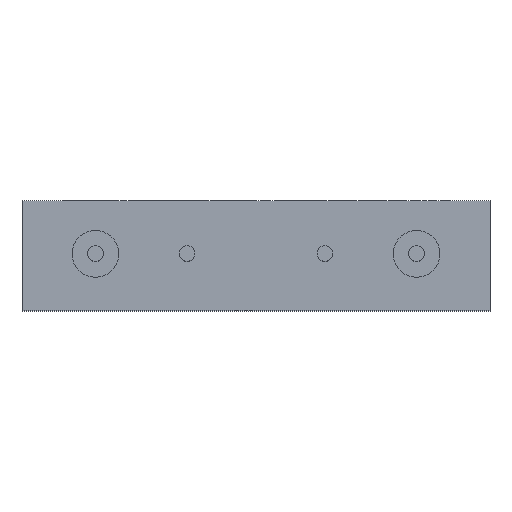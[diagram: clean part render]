
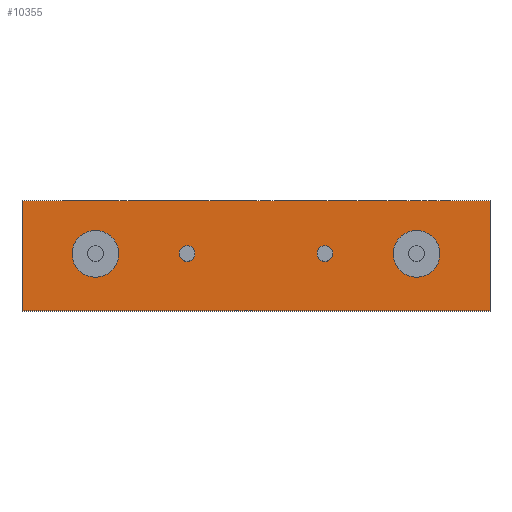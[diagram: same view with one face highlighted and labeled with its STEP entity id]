
A CAD part, top view. The second image highlights one B-rep face of the part: STEP entity #10355.
In plain terms, the highlighted planar face has unit normal (0, 0, 1).
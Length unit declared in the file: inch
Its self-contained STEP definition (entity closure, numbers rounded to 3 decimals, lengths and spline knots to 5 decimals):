
#130 = VERTEX_POINT ( 'NONE', #15634 ) ;
#161 = CARTESIAN_POINT ( 'NONE',  ( 0.2005, 0.062, 0.195 ) ) ;
#489 = DIRECTION ( 'NONE',  ( 0., 0., 1. ) ) ;
#525 = DIRECTION ( 'NONE',  ( 1., 0., 0. ) ) ;
#615 = VERTEX_POINT ( 'NONE', #16549 ) ;
#851 = CARTESIAN_POINT ( 'NONE',  ( 0.175, 0.062, 0.195 ) ) ;
#918 = DIRECTION ( 'NONE',  ( 0., 0., -1. ) ) ;
#1037 = FACE_BOUND ( 'NONE', #14285, .T. ) ;
#1582 = EDGE_CURVE ( 'NONE', #3961, #615, #10454, .T. ) ;
#1645 = EDGE_CURVE ( 'NONE', #16838, #615, #24258, .T. ) ;
#1652 = DIRECTION ( 'NONE',  ( -1., 0., 0. ) ) ;
#1935 = CIRCLE ( 'NONE', #14116, 0.0255 ) ;
#2014 = LINE ( 'NONE', #15052, #2750 ) ;
#2283 = VERTEX_POINT ( 'NONE', #16031 ) ;
#2347 = AXIS2_PLACEMENT_3D ( 'NONE', #3366, #3245, #1652 ) ;
#2750 = VECTOR ( 'NONE', #525, 39.37008 ) ;
#3245 = DIRECTION ( 'NONE',  ( 0., 0., 1. ) ) ;
#3366 = CARTESIAN_POINT ( 'NONE',  ( -0.075, 0.062, 0.195 ) ) ;
#3452 = ORIENTED_EDGE ( 'NONE', *, *, #15193, .F. ) ;
#3641 = AXIS2_PLACEMENT_3D ( 'NONE', #6226, #918, #6586 ) ;
#3674 = DIRECTION ( 'NONE',  ( 0., 0., 1. ) ) ;
#3905 = CIRCLE ( 'NONE', #11742, 0.0255 ) ;
#3961 = VERTEX_POINT ( 'NONE', #21851 ) ;
#4020 = CARTESIAN_POINT ( 'NONE',  ( 0.255, 0.12, 0.195 ) ) ;
#4061 = CIRCLE ( 'NONE', #14278, 0.0255 ) ;
#4459 = EDGE_CURVE ( 'NONE', #15260, #3961, #8183, .T. ) ;
#4874 = EDGE_LOOP ( 'NONE', ( #23385, #18783 ) ) ;
#5670 = CIRCLE ( 'NONE', #11522, 0.0085 ) ;
#5897 = EDGE_LOOP ( 'NONE', ( #8626, #18004 ) ) ;
#6119 = DIRECTION ( 'NONE',  ( 0., 0., 1. ) ) ;
#6154 = ORIENTED_EDGE ( 'NONE', *, *, #15997, .F. ) ;
#6226 = CARTESIAN_POINT ( 'NONE',  ( -0.255, 0.12, 0.195 ) ) ;
#6353 = PLANE ( 'NONE',  #3641 ) ;
#6400 = CARTESIAN_POINT ( 'NONE',  ( -0.075, 0.062, 0.195 ) ) ;
#6518 = DIRECTION ( 'NONE',  ( 0., 0., 1. ) ) ;
#6586 = DIRECTION ( 'NONE',  ( -1., 0., 0. ) ) ;
#6657 = VECTOR ( 'NONE', #22146, 39.37008 ) ;
#7013 = AXIS2_PLACEMENT_3D ( 'NONE', #13865, #6119, #23354 ) ;
#7033 = EDGE_CURVE ( 'NONE', #2283, #12603, #17641, .T. ) ;
#7453 = CIRCLE ( 'NONE', #2347, 0.0085 ) ;
#7952 = DIRECTION ( 'NONE',  ( 0., -1., 0. ) ) ;
#7998 = CARTESIAN_POINT ( 'NONE',  ( 0.075, 0.062, 0.195 ) ) ;
#8152 = EDGE_LOOP ( 'NONE', ( #6154, #3452 ) ) ;
#8183 = LINE ( 'NONE', #15696, #15706 ) ;
#8525 = CARTESIAN_POINT ( 'NONE',  ( -0.175, 0.062, 0.195 ) ) ;
#8626 = ORIENTED_EDGE ( 'NONE', *, *, #11260, .F. ) ;
#9115 = ORIENTED_EDGE ( 'NONE', *, *, #15969, .F. ) ;
#9583 = CIRCLE ( 'NONE', #12723, 0.0085 ) ;
#9588 = EDGE_LOOP ( 'NONE', ( #10548, #14460, #11792, #17765 ) ) ;
#9771 = CARTESIAN_POINT ( 'NONE',  ( 0.0665, 0.062, 0.195 ) ) ;
#9969 = DIRECTION ( 'NONE',  ( 0., 0., 1. ) ) ;
#10355 = ADVANCED_FACE ( 'NONE', ( #21490, #17912, #23468, #1037, #17793 ), #6353, .F. ) ;
#10377 = DIRECTION ( 'NONE',  ( 0., 0., 1. ) ) ;
#10454 = LINE ( 'NONE', #24005, #15707 ) ;
#10548 = ORIENTED_EDGE ( 'NONE', *, *, #1582, .T. ) ;
#10608 = DIRECTION ( 'NONE',  ( 1., 0., 0. ) ) ;
#10727 = VERTEX_POINT ( 'NONE', #12301 ) ;
#11060 = CARTESIAN_POINT ( 'NONE',  ( -0.0835, 0.062, 0.195 ) ) ;
#11260 = EDGE_CURVE ( 'NONE', #10727, #19984, #4061, .T. ) ;
#11522 = AXIS2_PLACEMENT_3D ( 'NONE', #7998, #489, #21297 ) ;
#11742 = AXIS2_PLACEMENT_3D ( 'NONE', #12890, #3674, #13146 ) ;
#11792 = ORIENTED_EDGE ( 'NONE', *, *, #14074, .F. ) ;
#11880 = EDGE_CURVE ( 'NONE', #12603, #2283, #5670, .T. ) ;
#12048 = DIRECTION ( 'NONE',  ( -1., 0., 0. ) ) ;
#12301 = CARTESIAN_POINT ( 'NONE',  ( -0.1495, 0.062, 0.195 ) ) ;
#12603 = VERTEX_POINT ( 'NONE', #9771 ) ;
#12723 = AXIS2_PLACEMENT_3D ( 'NONE', #6400, #6518, #12048 ) ;
#12890 = CARTESIAN_POINT ( 'NONE',  ( -0.175, 0.062, 0.195 ) ) ;
#13146 = DIRECTION ( 'NONE',  ( 1., 0., 0. ) ) ;
#13206 = EDGE_CURVE ( 'NONE', #19984, #10727, #3905, .T. ) ;
#13865 = CARTESIAN_POINT ( 'NONE',  ( 0.075, 0.062, 0.195 ) ) ;
#13892 = EDGE_CURVE ( 'NONE', #130, #19572, #7453, .T. ) ;
#13961 = AXIS2_PLACEMENT_3D ( 'NONE', #851, #9969, #17839 ) ;
#14067 = CARTESIAN_POINT ( 'NONE',  ( 0.175, 0.062, 0.195 ) ) ;
#14074 = EDGE_CURVE ( 'NONE', #15260, #16838, #2014, .T. ) ;
#14116 = AXIS2_PLACEMENT_3D ( 'NONE', #14067, #23808, #18143 ) ;
#14278 = AXIS2_PLACEMENT_3D ( 'NONE', #8525, #10377, #10608 ) ;
#14285 = EDGE_LOOP ( 'NONE', ( #9115, #24355 ) ) ;
#14460 = ORIENTED_EDGE ( 'NONE', *, *, #1645, .F. ) ;
#15052 = CARTESIAN_POINT ( 'NONE',  ( -0.255, 0.12, 0.195 ) ) ;
#15193 = EDGE_CURVE ( 'NONE', #21854, #18045, #1935, .T. ) ;
#15260 = VERTEX_POINT ( 'NONE', #23329 ) ;
#15634 = CARTESIAN_POINT ( 'NONE',  ( -0.0665, 0.062, 0.195 ) ) ;
#15696 = CARTESIAN_POINT ( 'NONE',  ( -0.255, 0.12, 0.195 ) ) ;
#15706 = VECTOR ( 'NONE', #7952, 39.37008 ) ;
#15707 = VECTOR ( 'NONE', #20179, 39.37008 ) ;
#15969 = EDGE_CURVE ( 'NONE', #19572, #130, #9583, .T. ) ;
#15997 = EDGE_CURVE ( 'NONE', #18045, #21854, #19479, .T. ) ;
#16031 = CARTESIAN_POINT ( 'NONE',  ( 0.0835, 0.062, 0.195 ) ) ;
#16549 = CARTESIAN_POINT ( 'NONE',  ( 0.255, 0., 0.195 ) ) ;
#16838 = VERTEX_POINT ( 'NONE', #20321 ) ;
#17315 = CARTESIAN_POINT ( 'NONE',  ( -0.2005, 0.062, 0.195 ) ) ;
#17641 = CIRCLE ( 'NONE', #7013, 0.0085 ) ;
#17765 = ORIENTED_EDGE ( 'NONE', *, *, #4459, .T. ) ;
#17793 = FACE_OUTER_BOUND ( 'NONE', #9588, .T. ) ;
#17839 = DIRECTION ( 'NONE',  ( 1., 0., 0. ) ) ;
#17912 = FACE_BOUND ( 'NONE', #8152, .T. ) ;
#18004 = ORIENTED_EDGE ( 'NONE', *, *, #13206, .F. ) ;
#18045 = VERTEX_POINT ( 'NONE', #161 ) ;
#18143 = DIRECTION ( 'NONE',  ( 1., 0., 0. ) ) ;
#18783 = ORIENTED_EDGE ( 'NONE', *, *, #7033, .F. ) ;
#19479 = CIRCLE ( 'NONE', #13961, 0.0255 ) ;
#19572 = VERTEX_POINT ( 'NONE', #11060 ) ;
#19984 = VERTEX_POINT ( 'NONE', #17315 ) ;
#20179 = DIRECTION ( 'NONE',  ( 1., 0., 0. ) ) ;
#20321 = CARTESIAN_POINT ( 'NONE',  ( 0.255, 0.12, 0.195 ) ) ;
#21297 = DIRECTION ( 'NONE',  ( -1., 0., 0. ) ) ;
#21490 = FACE_BOUND ( 'NONE', #5897, .T. ) ;
#21851 = CARTESIAN_POINT ( 'NONE',  ( -0.255, 0., 0.195 ) ) ;
#21854 = VERTEX_POINT ( 'NONE', #23622 ) ;
#22146 = DIRECTION ( 'NONE',  ( 0., -1., 0. ) ) ;
#23329 = CARTESIAN_POINT ( 'NONE',  ( -0.255, 0.12, 0.195 ) ) ;
#23354 = DIRECTION ( 'NONE',  ( -1., 0., 0. ) ) ;
#23385 = ORIENTED_EDGE ( 'NONE', *, *, #11880, .F. ) ;
#23468 = FACE_BOUND ( 'NONE', #4874, .T. ) ;
#23622 = CARTESIAN_POINT ( 'NONE',  ( 0.1495, 0.062, 0.195 ) ) ;
#23808 = DIRECTION ( 'NONE',  ( 0., 0., 1. ) ) ;
#24005 = CARTESIAN_POINT ( 'NONE',  ( -0.255, 0., 0.195 ) ) ;
#24258 = LINE ( 'NONE', #4020, #6657 ) ;
#24355 = ORIENTED_EDGE ( 'NONE', *, *, #13892, .F. ) ;
